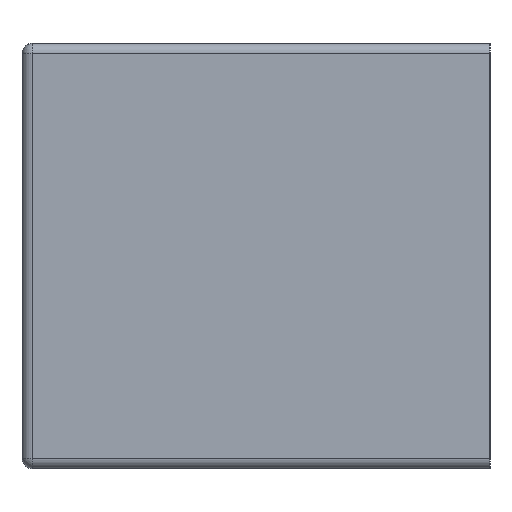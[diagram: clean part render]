
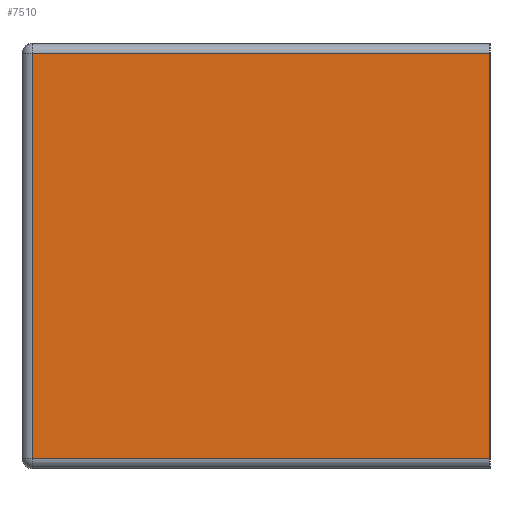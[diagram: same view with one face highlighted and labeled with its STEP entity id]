
A CAD part, left-side view. The second image highlights one B-rep face of the part: STEP entity #7510.
In plain terms, the highlighted planar face has unit normal (-1, 0, 0).
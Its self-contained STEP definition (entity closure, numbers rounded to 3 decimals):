
#2850=CARTESIAN_POINT('',(-68.,0.,9.5));
#2860=VERTEX_POINT('',#2850);
#2890=CARTESIAN_POINT('',(-68.,0.,9.5));
#2900=DIRECTION('',(0.,-1.,0.));
#2910=VECTOR('',#2900,1.);
#2920=LINE('',#2890,#2910);
#2930=CARTESIAN_POINT('',(-68.,21.5,9.5));
#2940=VERTEX_POINT('',#2930);
#2950=EDGE_CURVE('',#2940,#2860,#2920,.T.);
#7210=CARTESIAN_POINT('',(-68.,0.,0.));
#7220=DIRECTION('',(-1.,0.,0.));
#7230=DIRECTION('',(0.,1.,0.));
#7240=AXIS2_PLACEMENT_3D('',#7210,#7220,#7230);
#7250=PLANE('',#7240);
#7260=CARTESIAN_POINT('',(-68.,0.,-9.5));
#7270=DIRECTION('',(0.,-1.,0.));
#7280=VECTOR('',#7270,1.);
#7290=LINE('',#7260,#7280);
#7300=CARTESIAN_POINT('',(-68.,21.5,-9.5));
#7310=VERTEX_POINT('',#7300);
#7320=CARTESIAN_POINT('',(-68.,0.,-9.5));
#7330=VERTEX_POINT('',#7320);
#7340=EDGE_CURVE('',#7310,#7330,#7290,.T.);
#7350=ORIENTED_EDGE('',*,*,#7340,.T.);
#7360=CARTESIAN_POINT('',(-68.,21.5,0.));
#7370=DIRECTION('',(0.,0.,1.));
#7380=VECTOR('',#7370,1.);
#7390=LINE('',#7360,#7380);
#7400=EDGE_CURVE('',#7310,#2940,#7390,.T.);
#7410=ORIENTED_EDGE('',*,*,#7400,.F.);
#7420=ORIENTED_EDGE('',*,*,#2950,.F.);
#7430=CARTESIAN_POINT('',(-68.,0.,0.));
#7440=DIRECTION('',(0.,0.,-1.));
#7450=VECTOR('',#7440,1.);
#7460=LINE('',#7430,#7450);
#7470=EDGE_CURVE('',#2860,#7330,#7460,.T.);
#7480=ORIENTED_EDGE('',*,*,#7470,.F.);
#7490=EDGE_LOOP('',(#7480,#7420,#7410,#7350));
#7500=FACE_OUTER_BOUND('',#7490,.T.);
#7510=ADVANCED_FACE('',(#7500),#7250,.T.);
